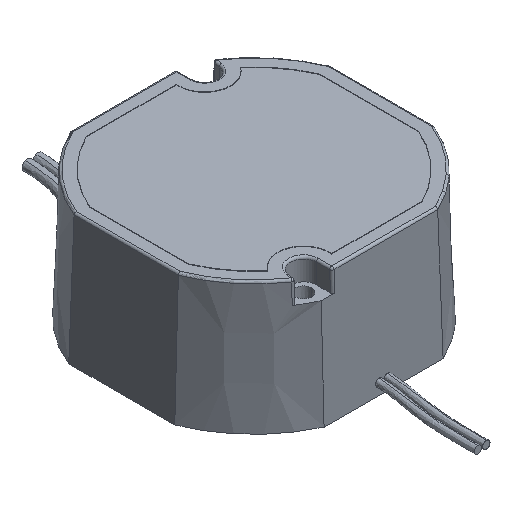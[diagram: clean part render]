
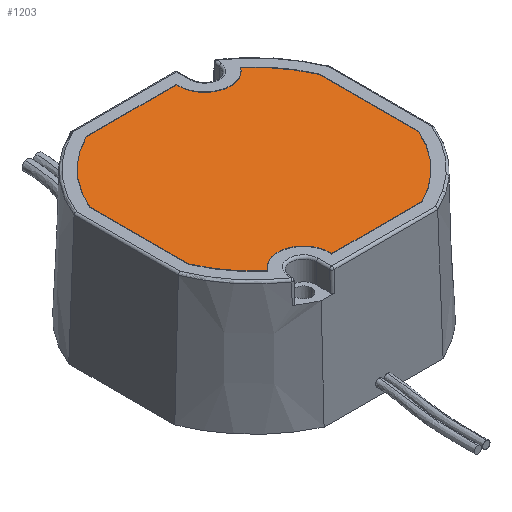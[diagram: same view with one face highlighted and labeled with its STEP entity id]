
A CAD part, isometric view. The second image highlights one B-rep face of the part: STEP entity #1203.
In plain terms, the highlighted planar face has unit normal (0, 0, 1).
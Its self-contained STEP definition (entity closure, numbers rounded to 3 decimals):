
#51 = CARTESIAN_POINT ( 'NONE',  ( 18.926, 22.075, 29.9 ) ) ;
#103 = EDGE_CURVE ( 'NONE', #2371, #1727, #1158, .T. ) ;
#194 = LINE ( 'NONE', #307, #1541 ) ;
#197 = CARTESIAN_POINT ( 'NONE',  ( 26.702, 11.51, 29.9 ) ) ;
#206 = EDGE_CURVE ( 'NONE', #2115, #2371, #1445, .T. ) ;
#264 = CARTESIAN_POINT ( 'NONE',  ( 26.702, -11.51, 29.9 ) ) ;
#284 = DIRECTION ( 'NONE',  ( 1., 0., 0. ) ) ;
#302 = PLANE ( 'NONE',  #354 ) ;
#307 = CARTESIAN_POINT ( 'NONE',  ( -8., -25.5, 29.9 ) ) ;
#333 = CIRCLE ( 'NONE', #2755, 29.077 ) ;
#346 = CARTESIAN_POINT ( 'NONE',  ( 8., 26.052, 29.9 ) ) ;
#354 = AXIS2_PLACEMENT_3D ( 'NONE', #1876, #1666, #2340 ) ;
#364 = ORIENTED_EDGE ( 'NONE', *, *, #1497, .T. ) ;
#385 = VERTEX_POINT ( 'NONE', #51 ) ;
#493 = AXIS2_PLACEMENT_3D ( 'NONE', #2235, #880, #2488 ) ;
#570 = ORIENTED_EDGE ( 'NONE', *, *, #2496, .T. ) ;
#580 = DIRECTION ( 'NONE',  ( 0., -1., 0. ) ) ;
#595 = LINE ( 'NONE', #1358, #681 ) ;
#601 = EDGE_CURVE ( 'NONE', #1230, #1161, #2142, .T. ) ;
#649 = EDGE_CURVE ( 'NONE', #771, #1060, #595, .T. ) ;
#670 = LINE ( 'NONE', #952, #1998 ) ;
#681 = VECTOR ( 'NONE', #2516, 1000. ) ;
#712 = DIRECTION ( 'NONE',  ( 0., 1., 0. ) ) ;
#717 = EDGE_LOOP ( 'NONE', ( #1690, #570, #1830, #2265, #2364, #1476, #2794, #2445, #877, #1144, #2106, #364 ) ) ;
#729 = CIRCLE ( 'NONE', #2148, 29.077 ) ;
#730 = CARTESIAN_POINT ( 'NONE',  ( 0., 0., 29.9 ) ) ;
#739 = DIRECTION ( 'NONE',  ( 1., 0., 0. ) ) ;
#771 = VERTEX_POINT ( 'NONE', #1841 ) ;
#839 = VERTEX_POINT ( 'NONE', #1659 ) ;
#877 = ORIENTED_EDGE ( 'NONE', *, *, #1814, .T. ) ;
#880 = DIRECTION ( 'NONE',  ( 0., 0., -1. ) ) ;
#897 = VERTEX_POINT ( 'NONE', #346 ) ;
#914 = CARTESIAN_POINT ( 'NONE',  ( -12.914, 26.052, 29.9 ) ) ;
#952 = CARTESIAN_POINT ( 'NONE',  ( 8., 25.5, 29.9 ) ) ;
#989 = DIRECTION ( 'NONE',  ( 0., 0., -1. ) ) ;
#1056 = DIRECTION ( 'NONE',  ( 0., 0., 1. ) ) ;
#1058 = CARTESIAN_POINT ( 'NONE',  ( 8., 25.5, 29.9 ) ) ;
#1060 = VERTEX_POINT ( 'NONE', #1807 ) ;
#1144 = ORIENTED_EDGE ( 'NONE', *, *, #206, .T. ) ;
#1158 = LINE ( 'NONE', #2821, #1289 ) ;
#1161 = VERTEX_POINT ( 'NONE', #1198 ) ;
#1169 = DIRECTION ( 'NONE',  ( 0., 1., 0. ) ) ;
#1172 = DIRECTION ( 'NONE',  ( 1., 0., 0. ) ) ;
#1176 = CARTESIAN_POINT ( 'NONE',  ( 0., 0., 29.9 ) ) ;
#1198 = CARTESIAN_POINT ( 'NONE',  ( -8., -25.5, 29.9 ) ) ;
#1203 = ADVANCED_FACE ( 'NONE', ( #2214 ), #302, .T. ) ;
#1230 = VERTEX_POINT ( 'NONE', #2827 ) ;
#1289 = VECTOR ( 'NONE', #580, 1000. ) ;
#1358 = CARTESIAN_POINT ( 'NONE',  ( -8., -26.052, 29.9 ) ) ;
#1373 = DIRECTION ( 'NONE',  ( -1., 0., 0. ) ) ;
#1385 = DIRECTION ( 'NONE',  ( 0., 0., 1. ) ) ;
#1389 = CARTESIAN_POINT ( 'NONE',  ( 0., 0., 29.9 ) ) ;
#1445 = CIRCLE ( 'NONE', #2252, 29.077 ) ;
#1471 = EDGE_CURVE ( 'NONE', #839, #2858, #2606, .T. ) ;
#1476 = ORIENTED_EDGE ( 'NONE', *, *, #1810, .T. ) ;
#1484 = DIRECTION ( 'NONE',  ( 1., 0., 0. ) ) ;
#1497 = EDGE_CURVE ( 'NONE', #1727, #1230, #2033, .T. ) ;
#1541 = VECTOR ( 'NONE', #1883, 1000. ) ;
#1611 = AXIS2_PLACEMENT_3D ( 'NONE', #1176, #1385, #739 ) ;
#1638 = CARTESIAN_POINT ( 'NONE',  ( -26.702, 11.51, 29.9 ) ) ;
#1659 = CARTESIAN_POINT ( 'NONE',  ( 26.702, -11.51, 29.9 ) ) ;
#1666 = DIRECTION ( 'NONE',  ( 0., 0., 1. ) ) ;
#1690 = ORIENTED_EDGE ( 'NONE', *, *, #601, .T. ) ;
#1727 = VERTEX_POINT ( 'NONE', #2216 ) ;
#1807 = CARTESIAN_POINT ( 'NONE',  ( 12.914, -26.052, 29.9 ) ) ;
#1810 = EDGE_CURVE ( 'NONE', #2858, #385, #729, .T. ) ;
#1814 = EDGE_CURVE ( 'NONE', #897, #2115, #2247, .T. ) ;
#1829 = DIRECTION ( 'NONE',  ( 0., 0., 1. ) ) ;
#1830 = ORIENTED_EDGE ( 'NONE', *, *, #649, .T. ) ;
#1841 = CARTESIAN_POINT ( 'NONE',  ( -8., -26.052, 29.9 ) ) ;
#1861 = EDGE_CURVE ( 'NONE', #2580, #897, #670, .T. ) ;
#1876 = CARTESIAN_POINT ( 'NONE',  ( -14., -25.5, 29.9 ) ) ;
#1883 = DIRECTION ( 'NONE',  ( 0., -1., 0. ) ) ;
#1884 = VECTOR ( 'NONE', #1169, 1000. ) ;
#1998 = VECTOR ( 'NONE', #712, 1000. ) ;
#2033 = CIRCLE ( 'NONE', #1611, 29.077 ) ;
#2062 = CIRCLE ( 'NONE', #2130, 6. ) ;
#2106 = ORIENTED_EDGE ( 'NONE', *, *, #103, .T. ) ;
#2115 = VERTEX_POINT ( 'NONE', #914 ) ;
#2130 = AXIS2_PLACEMENT_3D ( 'NONE', #2824, #989, #2576 ) ;
#2142 = CIRCLE ( 'NONE', #493, 6. ) ;
#2148 = AXIS2_PLACEMENT_3D ( 'NONE', #1389, #2747, #1172 ) ;
#2169 = CARTESIAN_POINT ( 'NONE',  ( 0., 0., 29.9 ) ) ;
#2214 = FACE_OUTER_BOUND ( 'NONE', #717, .T. ) ;
#2216 = CARTESIAN_POINT ( 'NONE',  ( -26.702, -11.51, 29.9 ) ) ;
#2235 = CARTESIAN_POINT ( 'NONE',  ( -14., -25.5, 29.9 ) ) ;
#2247 = LINE ( 'NONE', #2301, #2603 ) ;
#2252 = AXIS2_PLACEMENT_3D ( 'NONE', #2169, #1056, #1484 ) ;
#2265 = ORIENTED_EDGE ( 'NONE', *, *, #2268, .T. ) ;
#2268 = EDGE_CURVE ( 'NONE', #1060, #839, #333, .T. ) ;
#2301 = CARTESIAN_POINT ( 'NONE',  ( 8., 26.052, 29.9 ) ) ;
#2340 = DIRECTION ( 'NONE',  ( 1., 0., 0. ) ) ;
#2364 = ORIENTED_EDGE ( 'NONE', *, *, #1471, .T. ) ;
#2371 = VERTEX_POINT ( 'NONE', #1638 ) ;
#2445 = ORIENTED_EDGE ( 'NONE', *, *, #1861, .T. ) ;
#2488 = DIRECTION ( 'NONE',  ( 1., 0., 0. ) ) ;
#2496 = EDGE_CURVE ( 'NONE', #1161, #771, #194, .T. ) ;
#2514 = EDGE_CURVE ( 'NONE', #385, #2580, #2062, .T. ) ;
#2516 = DIRECTION ( 'NONE',  ( 1., 0., 0. ) ) ;
#2576 = DIRECTION ( 'NONE',  ( 1., 0., 0. ) ) ;
#2580 = VERTEX_POINT ( 'NONE', #1058 ) ;
#2603 = VECTOR ( 'NONE', #1373, 1000. ) ;
#2606 = LINE ( 'NONE', #264, #1884 ) ;
#2747 = DIRECTION ( 'NONE',  ( 0., 0., 1. ) ) ;
#2755 = AXIS2_PLACEMENT_3D ( 'NONE', #730, #1829, #284 ) ;
#2794 = ORIENTED_EDGE ( 'NONE', *, *, #2514, .T. ) ;
#2821 = CARTESIAN_POINT ( 'NONE',  ( -26.702, 11.51, 29.9 ) ) ;
#2824 = CARTESIAN_POINT ( 'NONE',  ( 14., 25.5, 29.9 ) ) ;
#2827 = CARTESIAN_POINT ( 'NONE',  ( -18.926, -22.075, 29.9 ) ) ;
#2858 = VERTEX_POINT ( 'NONE', #197 ) ;
